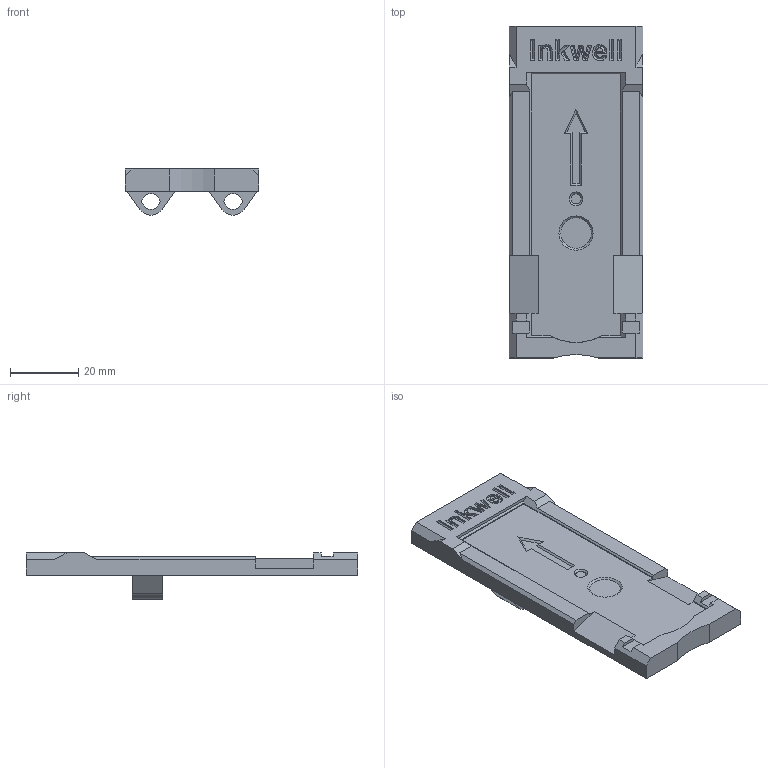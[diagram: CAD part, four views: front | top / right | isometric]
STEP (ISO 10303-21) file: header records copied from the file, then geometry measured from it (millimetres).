
FILE_DESCRIPTION(/* description */ (''),/* implementation_level */ '2;1');
FILE_NAME(/* name */ 'Inkwell v2.8 v152.step',/* time_stamp */ '2023-05-01T18:59:02-07:00',/* author */ (''),/* organization */ (''),/* preprocessor_version */ 'ST-DEVELOPER v18.1',/* originating_system */ 'Autodesk Translation Framework v10.13.0.1454',/* authorisation */ '');
FILE_SCHEMA (('AUTOMOTIVE_DESIGN { 1 0 10303 214 3 1 1 }'));
Length unit declared in the file: millimetre
Products named in the file (1): Inkwell v2.8
Bounding box: 39 x 97 x 13.48 mm (x, y, z)
Volume: 19861.3 mm3; surface area: 9985.5 mm2
Topology: 1 solids, 1 shells, 289 faces, 732 edges, 462 vertices
Faces by surface type: plane 216, bspline 53, cylinder 18, cone 2
Entity records: 9957 total; most frequent: CARTESIAN_POINT 3327, ORIENTED_EDGE 1464, DIRECTION 1123, EDGE_CURVE 732, LINE 565, VECTOR 565, VERTEX_POINT 462, EDGE_LOOP 310
